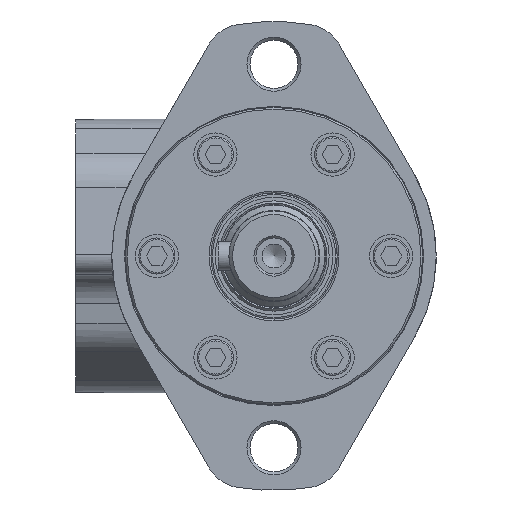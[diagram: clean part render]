
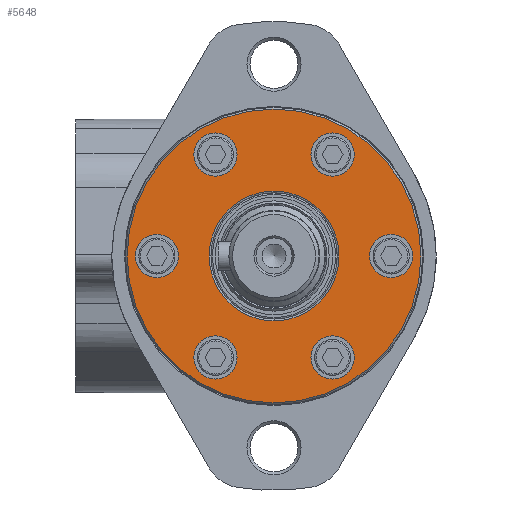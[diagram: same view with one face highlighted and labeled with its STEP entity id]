
A CAD part, left-side view. The second image highlights one B-rep face of the part: STEP entity #5648.
In plain terms, the highlighted planar face has unit normal (-1, 0, 0).
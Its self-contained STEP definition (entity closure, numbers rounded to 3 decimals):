
#529=CIRCLE('',#6242,40.75);
#530=CIRCLE('',#6243,6.);
#531=CIRCLE('',#6244,6.);
#532=CIRCLE('',#6245,6.);
#533=CIRCLE('',#6246,6.);
#534=CIRCLE('',#6247,6.);
#535=CIRCLE('',#6248,6.);
#536=CIRCLE('',#6249,18.);
#1409=ORIENTED_EDGE('',*,*,#2584,.F.);
#1410=ORIENTED_EDGE('',*,*,#2585,.F.);
#1411=ORIENTED_EDGE('',*,*,#2586,.T.);
#1412=ORIENTED_EDGE('',*,*,#2587,.T.);
#1413=ORIENTED_EDGE('',*,*,#2588,.T.);
#1414=ORIENTED_EDGE('',*,*,#2589,.T.);
#1415=ORIENTED_EDGE('',*,*,#2590,.T.);
#1416=ORIENTED_EDGE('',*,*,#2591,.T.);
#2584=EDGE_CURVE('',#3217,#3217,#529,.T.);
#2585=EDGE_CURVE('',#3218,#3218,#530,.F.);
#2586=EDGE_CURVE('',#3219,#3219,#531,.T.);
#2587=EDGE_CURVE('',#3220,#3220,#532,.T.);
#2588=EDGE_CURVE('',#3221,#3221,#533,.T.);
#2589=EDGE_CURVE('',#3222,#3222,#534,.T.);
#2590=EDGE_CURVE('',#3223,#3223,#535,.T.);
#2591=EDGE_CURVE('',#3224,#3224,#536,.T.);
#3217=VERTEX_POINT('',#9427);
#3218=VERTEX_POINT('',#9429);
#3219=VERTEX_POINT('',#9431);
#3220=VERTEX_POINT('',#9433);
#3221=VERTEX_POINT('',#9435);
#3222=VERTEX_POINT('',#9437);
#3223=VERTEX_POINT('',#9439);
#3224=VERTEX_POINT('',#9441);
#4406=EDGE_LOOP('',(#1409));
#4407=EDGE_LOOP('',(#1410));
#4408=EDGE_LOOP('',(#1411));
#4409=EDGE_LOOP('',(#1412));
#4410=EDGE_LOOP('',(#1413));
#4411=EDGE_LOOP('',(#1414));
#4412=EDGE_LOOP('',(#1415));
#4413=EDGE_LOOP('',(#1416));
#4944=FACE_BOUND('',#4406,.T.);
#4945=FACE_BOUND('',#4407,.T.);
#4946=FACE_BOUND('',#4408,.T.);
#4947=FACE_BOUND('',#4409,.T.);
#4948=FACE_BOUND('',#4410,.T.);
#4949=FACE_BOUND('',#4411,.T.);
#4950=FACE_BOUND('',#4412,.T.);
#4951=FACE_BOUND('',#4413,.T.);
#5368=PLANE('',#6241);
#5648=ADVANCED_FACE('',(#4944,#4945,#4946,#4947,#4948,#4949,#4950,#4951),
#5368,.F.);
#6241=AXIS2_PLACEMENT_3D('',#9425,#7430,#7431);
#6242=AXIS2_PLACEMENT_3D('',#9426,#7432,#7433);
#6243=AXIS2_PLACEMENT_3D('',#9428,#7434,#7435);
#6244=AXIS2_PLACEMENT_3D('',#9430,#7436,#7437);
#6245=AXIS2_PLACEMENT_3D('',#9432,#7438,#7439);
#6246=AXIS2_PLACEMENT_3D('',#9434,#7440,#7441);
#6247=AXIS2_PLACEMENT_3D('',#9436,#7442,#7443);
#6248=AXIS2_PLACEMENT_3D('',#9438,#7444,#7445);
#6249=AXIS2_PLACEMENT_3D('',#9440,#7446,#7447);
#7430=DIRECTION('',(1.,0.,0.));
#7431=DIRECTION('',(0.,0.,-1.));
#7432=DIRECTION('',(1.,0.,0.));
#7433=DIRECTION('',(0.,0.,-1.));
#7434=DIRECTION('',(1.,0.,0.));
#7435=DIRECTION('',(0.,0.,-1.));
#7436=DIRECTION('',(1.,0.,0.));
#7437=DIRECTION('',(0.,0.,-1.));
#7438=DIRECTION('',(1.,0.,0.));
#7439=DIRECTION('',(0.,0.,-1.));
#7440=DIRECTION('',(1.,0.,0.));
#7441=DIRECTION('',(0.,0.,-1.));
#7442=DIRECTION('',(1.,0.,0.));
#7443=DIRECTION('',(0.,0.,-1.));
#7444=DIRECTION('',(1.,0.,0.));
#7445=DIRECTION('',(0.,0.,-1.));
#7446=DIRECTION('',(1.,0.,0.));
#7447=DIRECTION('',(0.,0.,-1.));
#9425=CARTESIAN_POINT('',(0.,0.,0.));
#9426=CARTESIAN_POINT('',(0.,0.,0.));
#9427=CARTESIAN_POINT('',(0.,0.,-40.75));
#9428=CARTESIAN_POINT('',(0.,32.5,0.));
#9429=CARTESIAN_POINT('',(0.,32.5,-6.));
#9430=CARTESIAN_POINT('',(0.,16.25,-28.146));
#9431=CARTESIAN_POINT('',(0.,16.25,-34.146));
#9432=CARTESIAN_POINT('',(0.,-16.25,-28.146));
#9433=CARTESIAN_POINT('',(0.,-16.25,-34.146));
#9434=CARTESIAN_POINT('',(0.,-32.5,0.));
#9435=CARTESIAN_POINT('',(0.,-32.5,-6.));
#9436=CARTESIAN_POINT('',(0.,-16.25,28.146));
#9437=CARTESIAN_POINT('',(0.,-16.25,22.146));
#9438=CARTESIAN_POINT('',(0.,16.25,28.146));
#9439=CARTESIAN_POINT('',(0.,16.25,22.146));
#9440=CARTESIAN_POINT('',(0.,0.,0.));
#9441=CARTESIAN_POINT('',(0.,0.,-18.));
